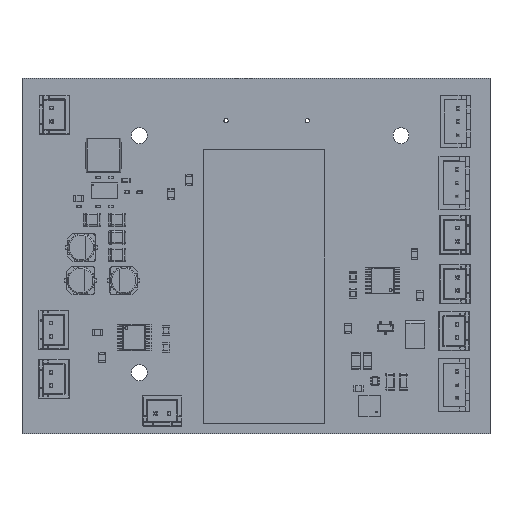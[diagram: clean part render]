
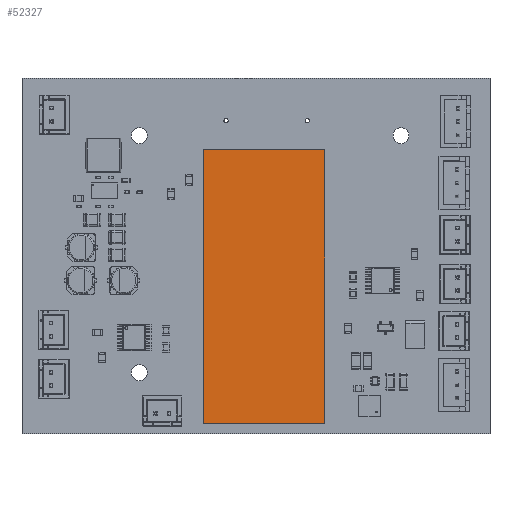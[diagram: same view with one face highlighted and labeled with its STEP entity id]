
A CAD part, top view. The second image highlights one B-rep face of the part: STEP entity #52327.
In plain terms, the highlighted planar face has unit normal (0, 0, 1).
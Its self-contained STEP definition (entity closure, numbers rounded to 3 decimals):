
#52198 = VERTEX_POINT('',#52199);
#52199 = CARTESIAN_POINT('',(-6.75,21.56,8.));
#52205 = EDGE_CURVE('',#52198,#52206,#52208,.T.);
#52206 = VERTEX_POINT('',#52207);
#52207 = CARTESIAN_POINT('',(44.85,21.56,8.));
#52208 = LINE('',#52209,#52210);
#52209 = CARTESIAN_POINT('',(-6.75,21.56,8.));
#52210 = VECTOR('',#52211,1.);
#52211 = DIRECTION('',(1.,0.,0.));
#52236 = EDGE_CURVE('',#52206,#52237,#52239,.T.);
#52237 = VERTEX_POINT('',#52238);
#52238 = CARTESIAN_POINT('',(44.85,-1.24,8.));
#52239 = LINE('',#52240,#52241);
#52240 = CARTESIAN_POINT('',(44.85,21.56,8.));
#52241 = VECTOR('',#52242,1.);
#52242 = DIRECTION('',(0.,-1.,0.));
#52267 = EDGE_CURVE('',#52237,#52268,#52270,.T.);
#52268 = VERTEX_POINT('',#52269);
#52269 = CARTESIAN_POINT('',(-6.75,-1.24,8.));
#52270 = LINE('',#52271,#52272);
#52271 = CARTESIAN_POINT('',(44.85,-1.24,8.));
#52272 = VECTOR('',#52273,1.);
#52273 = DIRECTION('',(-1.,0.,0.));
#52298 = EDGE_CURVE('',#52268,#52198,#52299,.T.);
#52299 = LINE('',#52300,#52301);
#52300 = CARTESIAN_POINT('',(-6.75,-1.24,8.));
#52301 = VECTOR('',#52302,1.);
#52302 = DIRECTION('',(0.,1.,0.));
#52327 = ADVANCED_FACE('',(#52328),#52334,.F.);
#52328 = FACE_BOUND('',#52329,.F.);
#52329 = EDGE_LOOP('',(#52330,#52331,#52332,#52333));
#52330 = ORIENTED_EDGE('',*,*,#52205,.T.);
#52331 = ORIENTED_EDGE('',*,*,#52236,.T.);
#52332 = ORIENTED_EDGE('',*,*,#52267,.T.);
#52333 = ORIENTED_EDGE('',*,*,#52298,.T.);
#52334 = PLANE('',#52335);
#52335 = AXIS2_PLACEMENT_3D('',#52336,#52337,#52338);
#52336 = CARTESIAN_POINT('',(19.05,10.16,8.));
#52337 = DIRECTION('',(0.,0.,-1.));
#52338 = DIRECTION('',(0.,-1.,0.));
